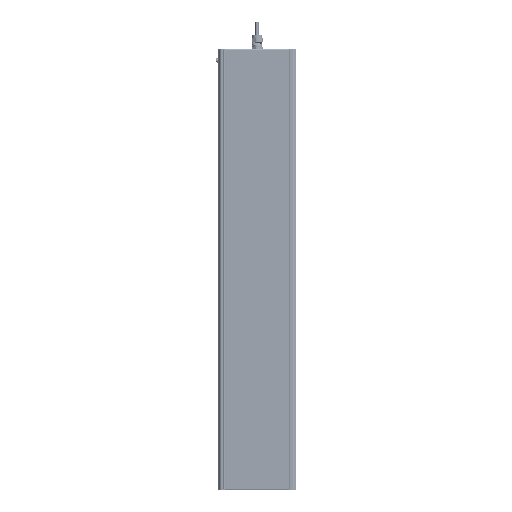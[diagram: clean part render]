
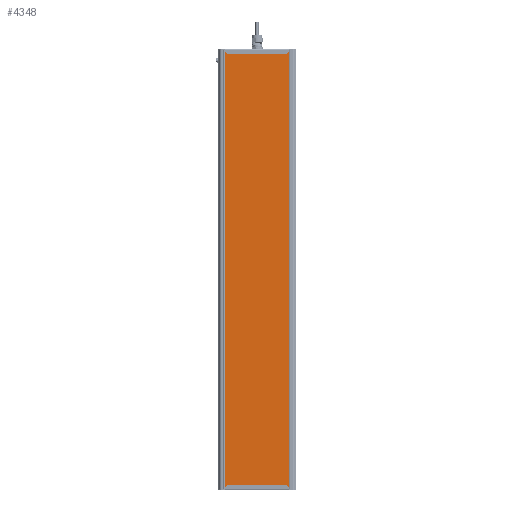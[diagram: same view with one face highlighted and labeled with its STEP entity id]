
A CAD part, front view. The second image highlights one B-rep face of the part: STEP entity #4348.
In plain terms, the highlighted face is planar.
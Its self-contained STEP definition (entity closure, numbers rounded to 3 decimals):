
#4348=ADVANCED_FACE('',(#8552),#8554,.T.);
#8552=FACE_BOUND('',#8553,.T.);
#8553=EDGE_LOOP('',(#37772,#37773,#37774,#37775));
#8554=PLANE('',#8555);
#8555=AXIS2_PLACEMENT_3D('',#8556,#8557,#8558);
#8556=CARTESIAN_POINT('',(2111.497,401.002,-34.582));
#8557=DIRECTION('',(0.,0.,-1.));
#8558=DIRECTION('',(0.,1.,0.));
#37772=ORIENTED_EDGE('',*,*,#43910,.F.);
#37773=ORIENTED_EDGE('',*,*,#43909,.T.);
#37774=ORIENTED_EDGE('',*,*,#43911,.F.);
#37775=ORIENTED_EDGE('',*,*,#43901,.F.);
#43901=EDGE_CURVE('',#48407,#48410,#48411,.T.);
#43909=EDGE_CURVE('',#48420,#48422,#48424,.T.);
#43910=EDGE_CURVE('',#48420,#48407,#48425,.T.);
#43911=EDGE_CURVE('',#48410,#48422,#48426,.T.);
#48407=VERTEX_POINT('',#57827);
#48410=VERTEX_POINT('',#57832);
#48411=LINE('',#57833,#57834);
#48420=VERTEX_POINT('',#57854);
#48422=VERTEX_POINT('',#57858);
#48424=LINE('',#57862,#57863);
#48425=LINE('',#57865,#57866);
#48426=LINE('',#57868,#57869);
#57827=CARTESIAN_POINT('',(2111.497,401.002,-34.582));
#57832=CARTESIAN_POINT('',(3157.497,401.002,-34.582));
#57833=CARTESIAN_POINT('',(2111.497,401.002,-34.582));
#57834=VECTOR('',#57835,1.);
#57835=DIRECTION('',(1.,0.,0.));
#57854=CARTESIAN_POINT('',(2111.497,565.13,-34.582));
#57858=CARTESIAN_POINT('',(3157.497,565.13,-34.582));
#57862=CARTESIAN_POINT('',(2111.497,565.13,-34.582));
#57863=VECTOR('',#57864,1.);
#57864=DIRECTION('',(1.,0.,0.));
#57865=CARTESIAN_POINT('',(2111.497,565.13,-34.582));
#57866=VECTOR('',#57867,1.);
#57867=DIRECTION('',(0.,-1.,0.));
#57868=CARTESIAN_POINT('',(3157.497,401.002,-34.582));
#57869=VECTOR('',#57870,1.);
#57870=DIRECTION('',(0.,1.,0.));
